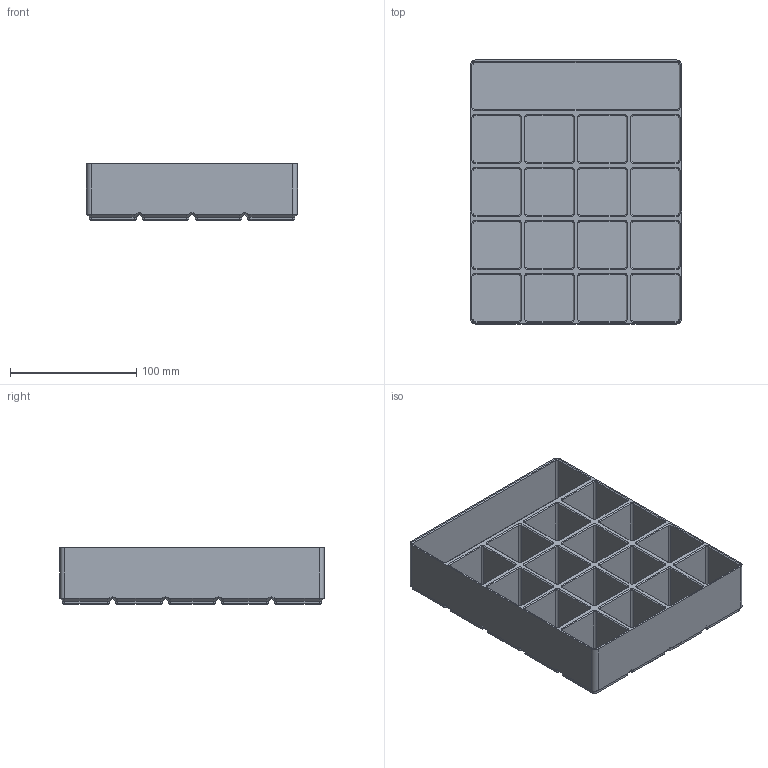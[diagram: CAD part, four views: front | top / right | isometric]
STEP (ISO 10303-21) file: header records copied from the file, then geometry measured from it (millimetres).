
FILE_DESCRIPTION(('Creo Elements/Direct Modeling STEP Export'),'2;1');
FILE_NAME('Gridfinity-4x5x45-05.stp','2022-11-14T17:09:30',(''),(''),'Creo Elements/Direct Modeling STEP processor for AP214 (Solid Model)','Creo Elements/Direct Modeling 20.3A 20-Jun-2020 (C) Parametric Technology GmbH','');
FILE_SCHEMA(('AUTOMOTIVE_DESIGN { 1 0 10303 214 1 1 1 1 }'));
Length unit declared in the file: millimetre
Products named in the file (2): 4x5x45-05
Assembly tree (1 placements, depth 2):
  4x5x45-05
    4x5x45-05
Bounding box: 167.5 x 209.5 x 45 mm (x, y, z)
Volume: 453671.3 mm3; surface area: 218777.1 mm2
Topology: 1 solids, 1 shells, 1278 faces, 2759 edges, 1660 vertices
Faces by surface type: plane 578, cylinder 472, cone 228
Entity records: 37956 total; most frequent: CARTESIAN_POINT 10817, DIRECTION 5607, ORIENTED_EDGE 5518, EDGE_CURVE 2759, AXIS2_PLACEMENT_3D 2015, VERTEX_POINT 1660, VECTOR 1577, LINE 1577
